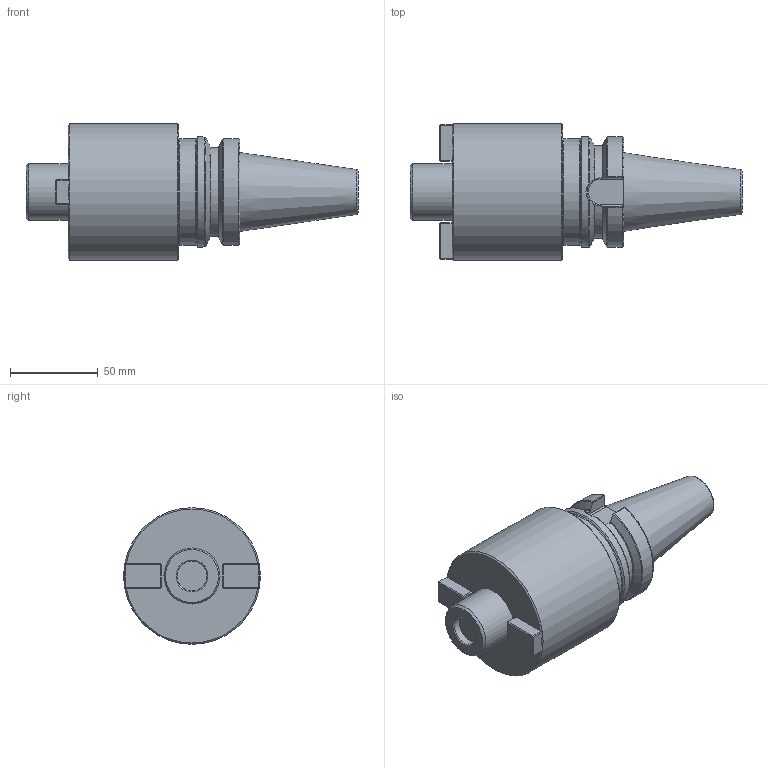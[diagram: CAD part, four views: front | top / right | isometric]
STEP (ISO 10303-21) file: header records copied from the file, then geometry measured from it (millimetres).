
FILE_DESCRIPTION(/* description */ (''),/* implementation_level */ '2;1');
FILE_NAME(/* name */ 'ABT40-FM-32-100.stp',/* time_stamp */ '2024-11-22T11:37:29+03:00',/* author */ (''),/* organization */ (''),/* preprocessor_version */ 'ST-DEVELOPER v19.4',/* originating_system */ 'SIEMENS PLM Software NX2306.9102',/* authorisation */ '');
FILE_SCHEMA (('AUTOMOTIVE_DESIGN { 1 0 10303 214 3 1 1 1 }'));
Length unit declared in the file: millimetre
Products named in the file (1): ABT40-FM-32-100-LIGHT
Bounding box: 189.4 x 78 x 78 mm (x, y, z)
Volume: 486365.3 mm3; surface area: 42862.7 mm2
Topology: 1 solids, 1 shells, 113 faces, 275 edges, 169 vertices
Faces by surface type: plane 59, cylinder 21, torus 16, cone 15, bspline 2
Full cylindrical faces by diameter (mm): 4 x1, 10 x1, 17 x1, 32 x1, 61 x1, 63 x1, 78 x1
Entity records: 3454 total; most frequent: CARTESIAN_POINT 977, ORIENTED_EDGE 500, DIRECTION 480, EDGE_CURVE 250, AXIS2_PLACEMENT_3D 180, VERTEX_POINT 165, EDGE_LOOP 138, LINE 120
